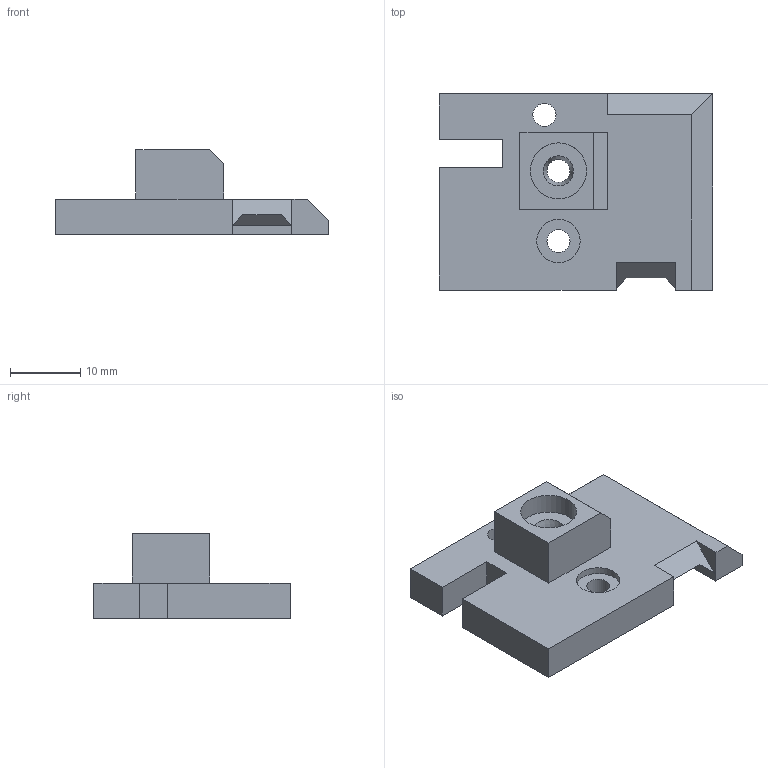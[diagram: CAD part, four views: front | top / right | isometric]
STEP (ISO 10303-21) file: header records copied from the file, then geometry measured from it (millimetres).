
FILE_DESCRIPTION(/* description */ (''),/* implementation_level */ '2;1');
FILE_NAME(/* name */ 'fs-cover-mmu.stp',/* time_stamp */ '2019-02-11T12:46:22+01:00',/* author */ ('PR'),/* organization */ (''),/* preprocessor_version */ 'ST-DEVELOPER v17',/* originating_system */ 'Autodesk Inventor 2019',/* authorisation */ '');
FILE_SCHEMA (('AUTOMOTIVE_DESIGN { 1 0 10303 214 3 1 1 }'));
Length unit declared in the file: millimetre
Products named in the file (1): fs-cover-mmu
Bounding box: 39 x 28 x 12 mm (x, y, z)
Volume: 5131.1 mm3; surface area: 3405.6 mm2
Topology: 1 solids, 1 shells, 55 faces, 149 edges, 99 vertices
Faces by surface type: plane 48, cylinder 5, cone 2
Full cylindrical faces by diameter (mm): 3.3 x3, 6.2 x1, 8 x1
Entity records: 1770 total; most frequent: CARTESIAN_POINT 304, ORIENTED_EDGE 298, DIRECTION 285, EDGE_CURVE 149, LINE 125, VECTOR 125, VERTEX_POINT 99, AXIS2_PLACEMENT_3D 80
